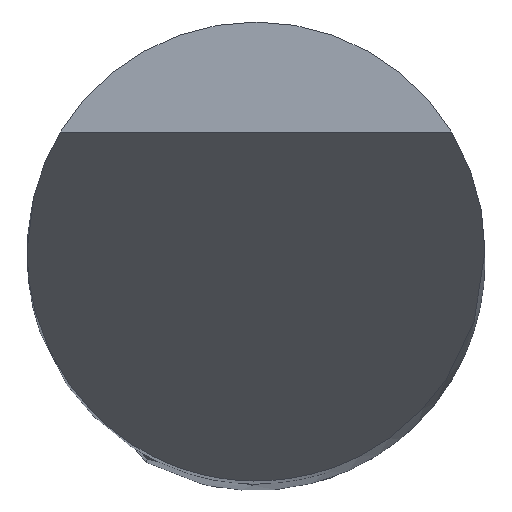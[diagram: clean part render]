
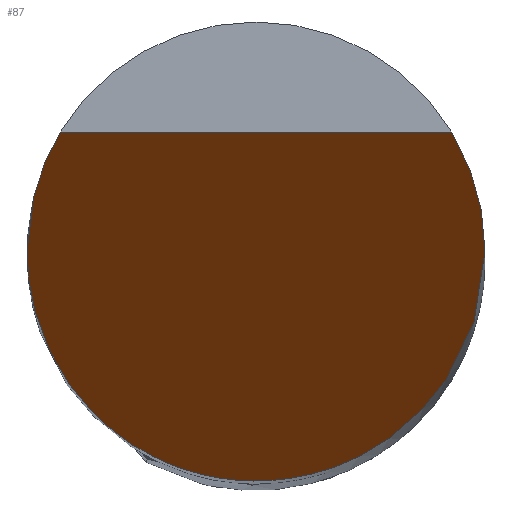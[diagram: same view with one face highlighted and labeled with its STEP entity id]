
A CAD part, top view. The second image highlights one B-rep face of the part: STEP entity #87.
In plain terms, the highlighted planar face has unit normal (0, -0.866, 0.5).
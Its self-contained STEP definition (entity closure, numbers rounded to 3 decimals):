
#45=PLANE('',#637);
#87=ADVANCED_FACE('',(#126),#45,.F.);
#126=FACE_OUTER_BOUND('',#158,.T.);
#158=EDGE_LOOP('',(#286,#287,#288,#289));
#191=LINE('',#1072,#212);
#212=VECTOR('',#702,1.);
#286=ORIENTED_EDGE('',*,*,#478,.F.);
#287=ORIENTED_EDGE('',*,*,#499,.T.);
#288=ORIENTED_EDGE('',*,*,#486,.F.);
#289=ORIENTED_EDGE('',*,*,#452,.F.);
#396=VERTEX_POINT('',#796);
#397=VERTEX_POINT('',#801);
#420=VERTEX_POINT('',#956);
#426=VERTEX_POINT('',#996);
#452=EDGE_CURVE('',#396,#397,#578,.T.);
#478=EDGE_CURVE('',#420,#396,#581,.T.);
#486=EDGE_CURVE('',#397,#426,#585,.T.);
#499=EDGE_CURVE('',#420,#426,#191,.T.);
#578=(
BOUNDED_CURVE()
B_SPLINE_CURVE(3,(#797,#798,#799,#800),.UNSPECIFIED.,.F.,.F.)
B_SPLINE_CURVE_WITH_KNOTS((4,4),(0.,1.),.UNSPECIFIED.)
CURVE()
GEOMETRIC_REPRESENTATION_ITEM()
RATIONAL_B_SPLINE_CURVE((1.,0.333,0.333,1.))
REPRESENTATION_ITEM('')
);
#581=(
BOUNDED_CURVE()
B_SPLINE_CURVE(3,(#952,#953,#954,#955),.UNSPECIFIED.,.F.,.F.)
B_SPLINE_CURVE_WITH_KNOTS((4,4),(0.,1.),.UNSPECIFIED.)
CURVE()
GEOMETRIC_REPRESENTATION_ITEM()
RATIONAL_B_SPLINE_CURVE((1.,0.975,0.975,1.))
REPRESENTATION_ITEM('')
);
#585=(
BOUNDED_CURVE()
B_SPLINE_CURVE(3,(#992,#993,#994,#995),.UNSPECIFIED.,.F.,.F.)
B_SPLINE_CURVE_WITH_KNOTS((4,4),(0.,1.),.UNSPECIFIED.)
CURVE()
GEOMETRIC_REPRESENTATION_ITEM()
RATIONAL_B_SPLINE_CURVE((1.,0.975,0.975,1.))
REPRESENTATION_ITEM('')
);
#637=AXIS2_PLACEMENT_3D('',#1073,#703,#704);
#702=DIRECTION('',(-1.,0.,0.));
#703=DIRECTION('',(0.,0.866,-0.5));
#704=DIRECTION('',(0.,0.5,0.866));
#796=CARTESIAN_POINT('',(2.5,0.,0.));
#797=CARTESIAN_POINT('',(2.5,0.,0.));
#798=CARTESIAN_POINT('',(2.5,-5.,-8.66));
#799=CARTESIAN_POINT('',(-2.5,-5.,-8.66));
#800=CARTESIAN_POINT('',(-2.5,0.,0.));
#801=CARTESIAN_POINT('',(-2.5,0.,0.));
#952=CARTESIAN_POINT('',(2.136,1.299,2.25));
#953=CARTESIAN_POINT('',(2.376,0.905,1.568));
#954=CARTESIAN_POINT('',(2.5,0.461,0.799));
#955=CARTESIAN_POINT('',(2.5,0.,0.));
#956=CARTESIAN_POINT('',(2.136,1.299,2.25));
#992=CARTESIAN_POINT('',(-2.5,0.,0.));
#993=CARTESIAN_POINT('',(-2.5,0.461,0.799));
#994=CARTESIAN_POINT('',(-2.376,0.905,1.568));
#995=CARTESIAN_POINT('',(-2.136,1.299,2.25));
#996=CARTESIAN_POINT('',(-2.136,1.299,2.25));
#1072=CARTESIAN_POINT('',(2.5,1.299,2.25));
#1073=CARTESIAN_POINT('',(2.5,1.299,2.25));
